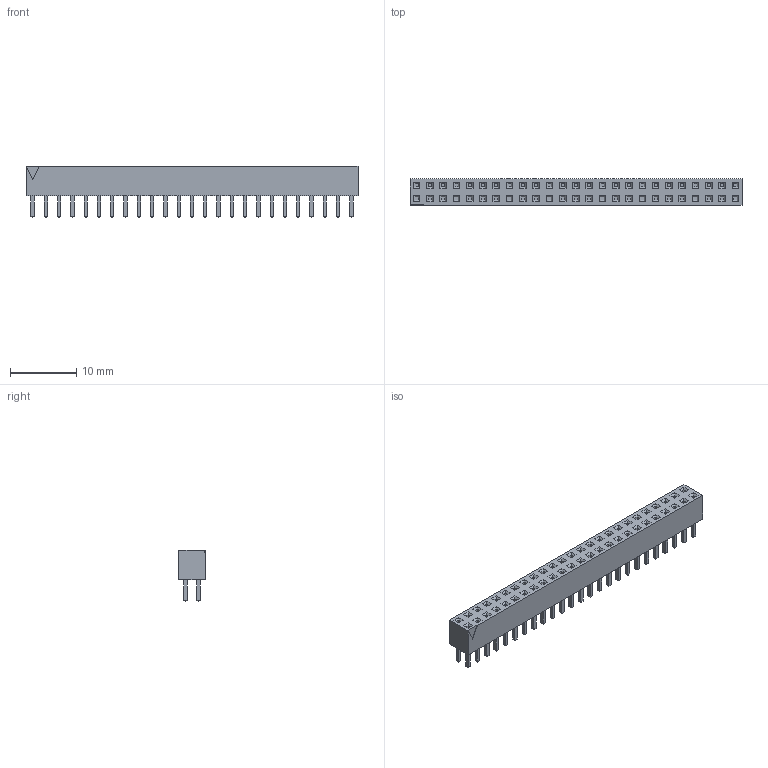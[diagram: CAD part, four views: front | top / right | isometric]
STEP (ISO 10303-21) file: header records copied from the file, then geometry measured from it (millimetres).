
FILE_DESCRIPTION(('FreeCAD Model'),'2;1');
FILE_NAME('436544.3.1.stp','2020-07-20T12:17:28',( 'Author'),(''),'Open CASCADE STEP processor 6.9','FreeCAD','Unknown' );
FILE_SCHEMA(('AUTOMOTIVE_DESIGN { 1 0 10303 214 1 1 1 1 }'));
Length unit declared in the file: millimetre
Products named in the file (3): ASSEMBLY; Body; LeadsArray
Assembly tree (2 placements, depth 2):
  ASSEMBLY
    Body
    LeadsArray
Bounding box: 50 x 4 x 7.7 mm (x, y, z)
Volume: 882.4 mm3; surface area: 1645.9 mm2
Topology: 51 solids, 51 shells, 959 faces, 2020 edges, 1213 vertices
Faces by surface type: plane 959
Entity records: 51215 total; most frequent: CARTESIAN_POINT 8235, DIRECTION 7984, LINE 6060, VECTOR 6060, ORIENTED_EDGE 4040, PCURVE 4040, DEFINITIONAL_REPRESENTATION 4040, EDGE_CURVE 2020
